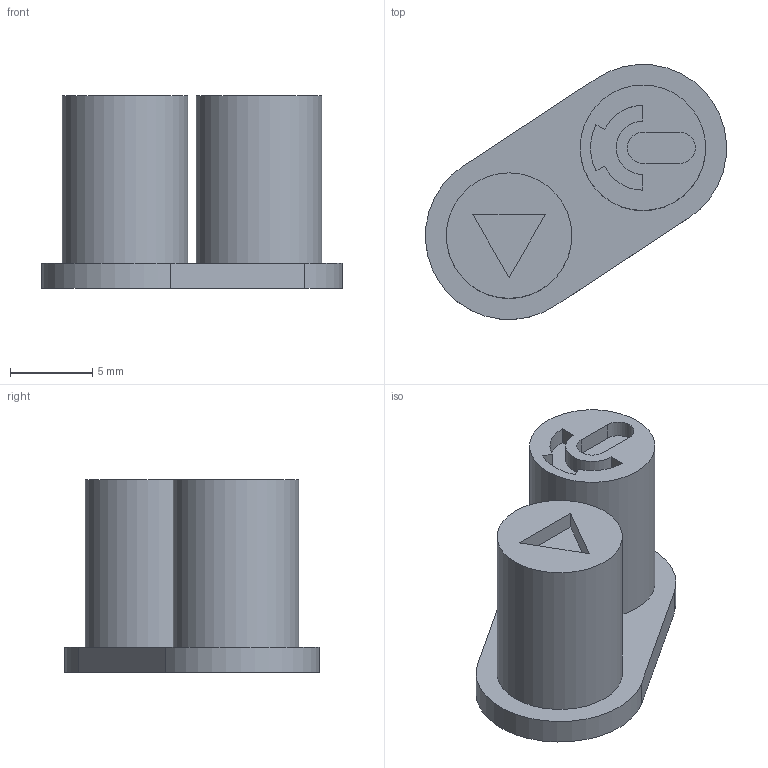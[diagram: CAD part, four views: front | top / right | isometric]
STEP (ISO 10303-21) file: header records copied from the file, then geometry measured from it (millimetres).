
FILE_DESCRIPTION(('FreeCAD Model'),'2;1');
FILE_NAME('Open CASCADE Shape Model','2023-04-29T11:57:21',(''),(''), 'Open CASCADE STEP processor 7.6','FreeCAD','Unknown');
FILE_SCHEMA(('AUTOMOTIVE_DESIGN { 1 0 10303 214 1 1 1 1 }'));
Length unit declared in the file: millimetre
Products named in the file (1): Body
Bounding box: 18.27 x 15.48 x 11.68 mm (x, y, z)
Volume: 1177.1 mm3; surface area: 965.5 mm2
Topology: 1 solids, 1 shells, 28 faces, 63 edges, 42 vertices
Faces by surface type: plane 18, cylinder 10
Full cylindrical faces by diameter (mm): 7.62 x2
Entity records: 1628 total; most frequent: DIRECTION 267, CARTESIAN_POINT 260, LINE 149, VECTOR 149, ORIENTED_EDGE 126, PCURVE 126, DEFINITIONAL_REPRESENTATION 126, EDGE_CURVE 63
